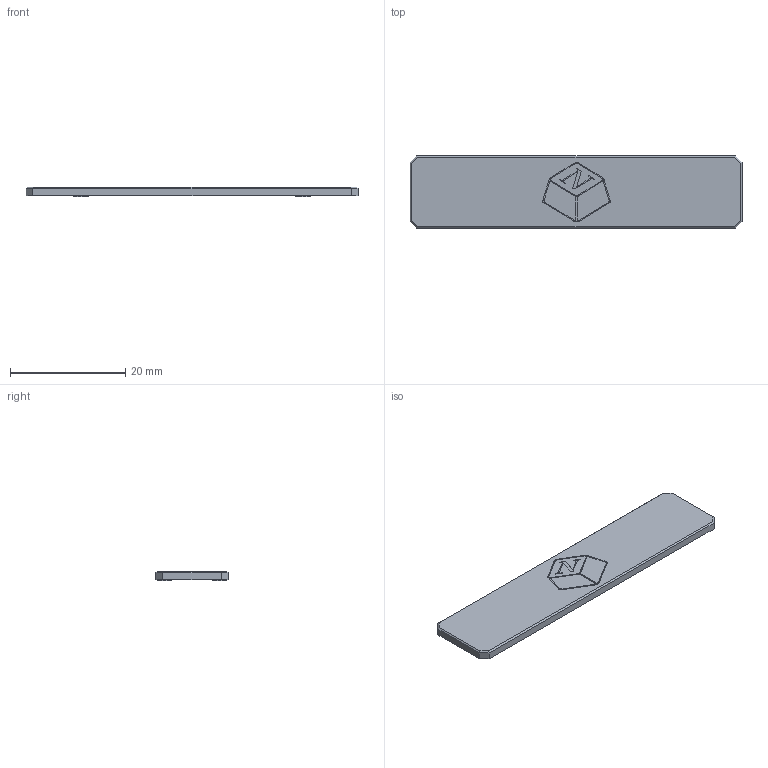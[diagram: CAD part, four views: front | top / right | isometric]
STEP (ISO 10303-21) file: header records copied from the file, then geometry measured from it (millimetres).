
FILE_DESCRIPTION(/* description */ (''),/* implementation_level */ '2;1');
FILE_NAME(/* name */ 'BADGE.step',/* time_stamp */ '2022-12-24T16:06:57-05:00',/* author */ (''),/* organization */ (''),/* preprocessor_version */ 'ST-DEVELOPER v19.2',/* originating_system */ 'Autodesk Translation Framework v11.17.0.187',/* authorisation */ '');
FILE_SCHEMA (('AUTOMOTIVE_DESIGN { 1 0 10303 214 3 1 1 }'));
Length unit declared in the file: millimetre
Products named in the file (1): BADGE
Bounding box: 57.65 x 12.55 x 1.65 mm (x, y, z)
Volume: 927.9 mm3; surface area: 1737.8 mm2
Topology: 5 solids, 5 shells, 133 faces, 343 edges, 226 vertices
Faces by surface type: bspline 92, plane 37, cylinder 4
Full cylindrical faces by diameter (mm): 2.6 x4
Entity records: 4266 total; most frequent: CARTESIAN_POINT 1902, ORIENTED_EDGE 686, EDGE_CURVE 343, DIRECTION 250, VERTEX_POINT 226, LINE 150, VECTOR 150, EDGE_LOOP 139
